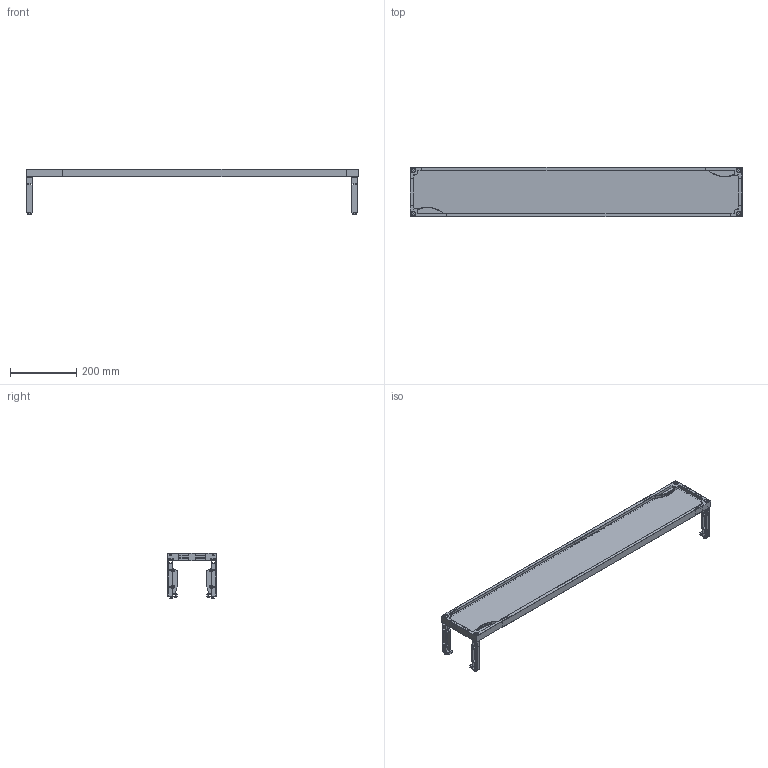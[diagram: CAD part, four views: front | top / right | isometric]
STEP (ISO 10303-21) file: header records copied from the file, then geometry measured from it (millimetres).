
FILE_DESCRIPTION(('STEP AP214'),'1');
FILE_NAME('cctmp_10E4D400-74E9-4D69-A340-FA07D1BE1983_2024_05_06_10_59_14_0529..stp','2024-05-06T08:59:15',('SIEMENS A&D'),('CADClick - www.CADClick.com'),'Spatial InterOp 3D',' ','unknown authorization');
FILE_SCHEMA(('AUTOMOTIVE_DESIGN'));
Length unit declared in the file: millimetre
Products named in the file (18): cc_unnamed; 2024_05_06_10_59_14_0498; 2024_05_06_10_59_14_0466; 2024_05_06_10_59_14_0435; 2024_05_06_10_59_14_0397; 2024_05_06_10_59_14_0334; 2024_05_06_10_59_14_0303; 2024_05_06_10_59_14_0272; 2024_05_06_10_59_14_0240; 2024_05_06_10_59_14_0209; 2024_05_06_10_59_14_0147; 2024_05_06_10_59_14_0115; 2024_05_06_10_59_14_0084; 2024_05_06_10_59_14_0053; 2024_05_06_10_59_14_0013; 2024_05_06_10_59_13_0982; 2024_05_06_10_59_13_0951; 2024_05_06_10_59_13_0919
Assembly tree (17 placements, depth 2):
  cc_unnamed
    2024_05_06_10_59_14_0498
    2024_05_06_10_59_14_0466
    2024_05_06_10_59_14_0435
    2024_05_06_10_59_14_0397
    2024_05_06_10_59_14_0334
    2024_05_06_10_59_14_0303
    2024_05_06_10_59_14_0272
    2024_05_06_10_59_14_0240
    2024_05_06_10_59_14_0209
    2024_05_06_10_59_14_0147
    2024_05_06_10_59_14_0115
    2024_05_06_10_59_14_0084
    2024_05_06_10_59_14_0053
    2024_05_06_10_59_14_0013
    2024_05_06_10_59_13_0982
    2024_05_06_10_59_13_0951
    2024_05_06_10_59_13_0919
Bounding box: 1000 x 150 x 137.23 mm (x, y, z)
Volume: 913352.8 mm3; surface area: 564423.2 mm2
Topology: 17 solids, 17 shells, 1330 faces, 3658 edges, 2404 vertices
Faces by surface type: plane 938, cylinder 356, torus 28, cone 8
Entity records: 54165 total; most frequent: CARTESIAN_POINT 8442, ORIENTED_EDGE 7316, DIRECTION 7110, EDGE_CURVE 3658, LINE 2750, VECTOR 2750, VERTEX_POINT 2404, AXIS2_PLACEMENT_3D 2180
